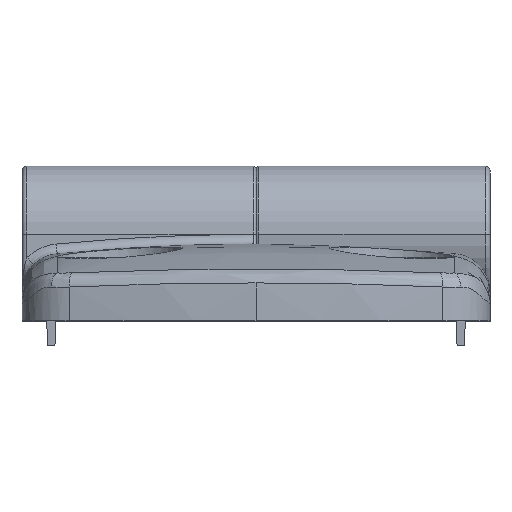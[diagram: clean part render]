
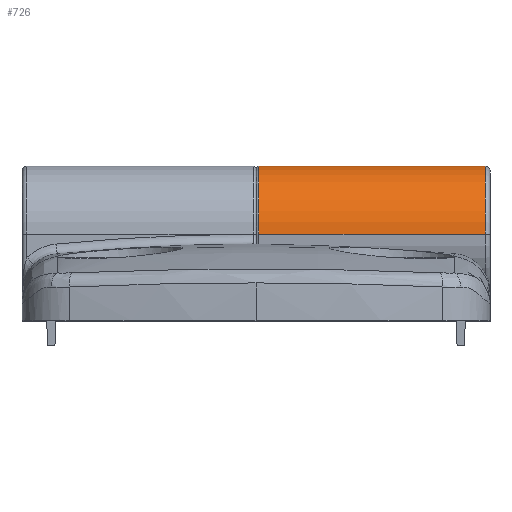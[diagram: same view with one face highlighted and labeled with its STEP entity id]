
A CAD part, top view. The second image highlights one B-rep face of the part: STEP entity #726.
In plain terms, the highlighted cylindrical face has radius 7 mm (diameter 14 mm), a partial arc.
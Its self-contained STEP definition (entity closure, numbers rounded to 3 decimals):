
#8 = FACE_OUTER_BOUND ( 'NONE', #2439, .T. ) ;
#75 = CIRCLE ( 'NONE', #3846, 7. ) ;
#111 = ORIENTED_EDGE ( 'NONE', *, *, #3503, .T. ) ;
#146 = CARTESIAN_POINT ( 'NONE',  ( 0.3, 8.9, 0. ) ) ;
#541 = ORIENTED_EDGE ( 'NONE', *, *, #4016, .T. ) ;
#599 = CARTESIAN_POINT ( 'NONE',  ( 0.3, 8.9, -7. ) ) ;
#623 = EDGE_CURVE ( 'NONE', #1131, #3020, #2778, .T. ) ;
#679 = DIRECTION ( 'NONE',  ( 0., 0., 1. ) ) ;
#682 = DIRECTION ( 'NONE',  ( -1., 0., 0. ) ) ;
#710 = CARTESIAN_POINT ( 'NONE',  ( 23.5, 8.9, 0. ) ) ;
#726 = ADVANCED_FACE ( 'NONE', ( #8 ), #3390, .T. ) ;
#798 = EDGE_CURVE ( 'NONE', #1131, #1665, #3945, .T. ) ;
#980 = DIRECTION ( 'NONE',  ( 0., 0., 1. ) ) ;
#983 = CARTESIAN_POINT ( 'NONE',  ( 24., 8.9, 0. ) ) ;
#994 = DIRECTION ( 'NONE',  ( -1., 0., 0. ) ) ;
#1098 = DIRECTION ( 'NONE',  ( -1., 0., 0. ) ) ;
#1117 = CARTESIAN_POINT ( 'NONE',  ( 24., 8.9, 7. ) ) ;
#1131 = VERTEX_POINT ( 'NONE', #4189 ) ;
#1413 = VECTOR ( 'NONE', #1701, 1000. ) ;
#1665 = VERTEX_POINT ( 'NONE', #2880 ) ;
#1701 = DIRECTION ( 'NONE',  ( -1., 0., 0. ) ) ;
#1908 = VECTOR ( 'NONE', #1098, 1000. ) ;
#1931 = ORIENTED_EDGE ( 'NONE', *, *, #798, .T. ) ;
#2439 = EDGE_LOOP ( 'NONE', ( #3913, #1931, #111, #541 ) ) ;
#2464 = CARTESIAN_POINT ( 'NONE',  ( 0.3, 8.9, 7. ) ) ;
#2756 = VERTEX_POINT ( 'NONE', #599 ) ;
#2778 = LINE ( 'NONE', #1117, #1908 ) ;
#2880 = CARTESIAN_POINT ( 'NONE',  ( 23.5, 8.9, -7. ) ) ;
#2904 = AXIS2_PLACEMENT_3D ( 'NONE', #983, #994, #980 ) ;
#2960 = DIRECTION ( 'NONE',  ( 0., 0., -1. ) ) ;
#3020 = VERTEX_POINT ( 'NONE', #2464 ) ;
#3094 = LINE ( 'NONE', #3324, #1413 ) ;
#3324 = CARTESIAN_POINT ( 'NONE',  ( 24., 8.9, -7. ) ) ;
#3390 = CYLINDRICAL_SURFACE ( 'NONE', #2904, 7. ) ;
#3503 = EDGE_CURVE ( 'NONE', #1665, #2756, #3094, .T. ) ;
#3682 = DIRECTION ( 'NONE',  ( 1., 0., 0. ) ) ;
#3751 = AXIS2_PLACEMENT_3D ( 'NONE', #710, #682, #679 ) ;
#3846 = AXIS2_PLACEMENT_3D ( 'NONE', #146, #3682, #2960 ) ;
#3913 = ORIENTED_EDGE ( 'NONE', *, *, #623, .F. ) ;
#3945 = CIRCLE ( 'NONE', #3751, 7. ) ;
#4016 = EDGE_CURVE ( 'NONE', #2756, #3020, #75, .T. ) ;
#4189 = CARTESIAN_POINT ( 'NONE',  ( 23.5, 8.9, 7. ) ) ;
